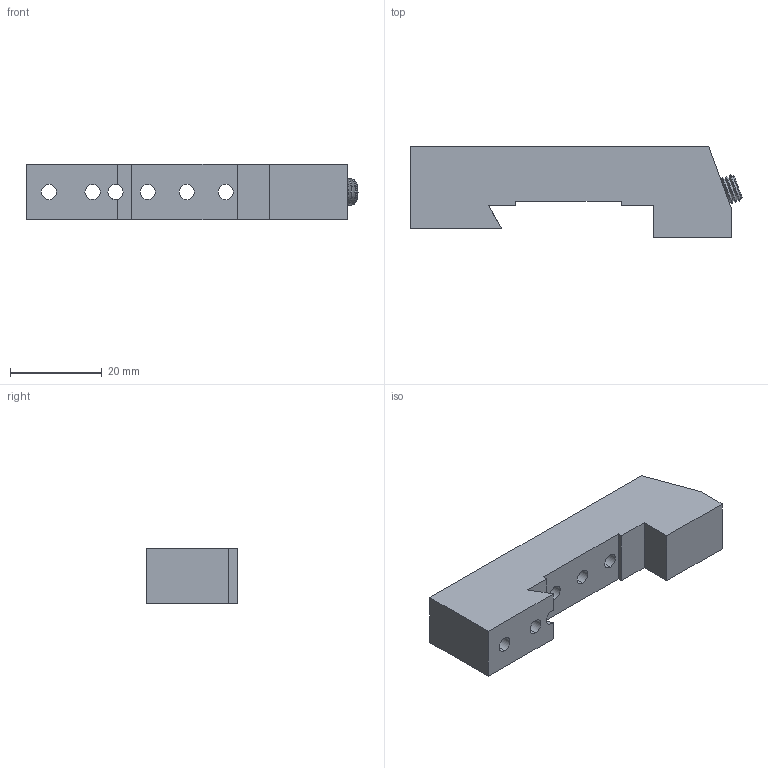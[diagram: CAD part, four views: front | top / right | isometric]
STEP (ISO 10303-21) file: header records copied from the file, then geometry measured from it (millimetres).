
FILE_DESCRIPTION(( '00_109_2.STEP' ), '1');
FILE_NAME( '00_109_2.STEP', '2019-02-27T10:48:16',( 'Sopra'),('sopra-pneumatic.com'), 'SwSTEP 2.0','SolidWorks 2009','' );
FILE_SCHEMA (( 'AUTOMOTIVE_DESIGN' ));
Length unit declared in the file: millimetre
Products named in the file (1): 00_109_2
Bounding box: 72.31 x 20 x 12 mm (x, y, z)
Volume: 11981.9 mm3; surface area: 5437.7 mm2
Topology: 1 solids, 1 shells, 80 faces, 203 edges, 128 vertices
Faces by surface type: cone 32, cylinder 25, plane 23
Entity records: 2859 total; most frequent: CARTESIAN_POINT 475, DIRECTION 441, ORIENTED_EDGE 406, EDGE_CURVE 203, AXIS2_PLACEMENT_3D 164, VERTEX_POINT 128, LINE 113, VECTOR 113
